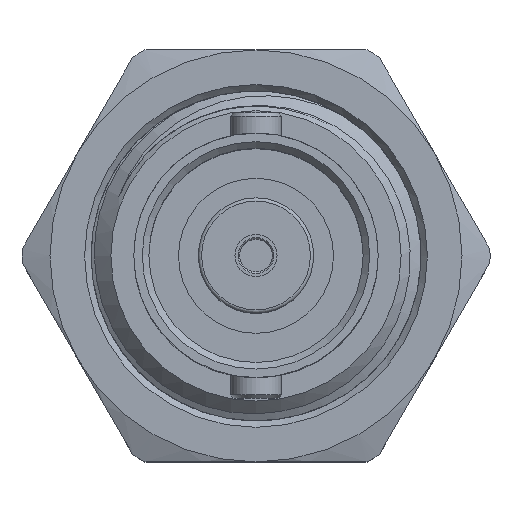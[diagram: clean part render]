
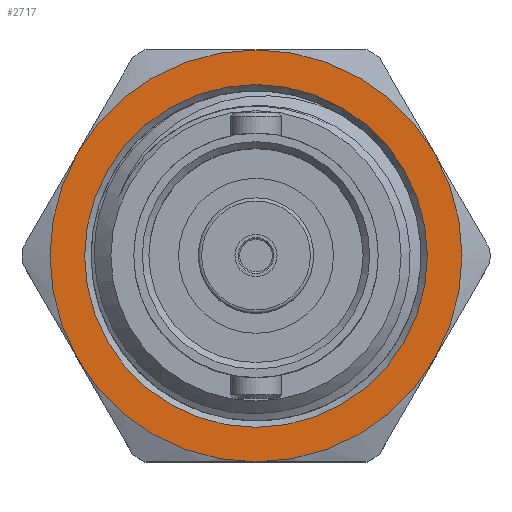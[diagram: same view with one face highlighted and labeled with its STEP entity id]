
A CAD part, top view. The second image highlights one B-rep face of the part: STEP entity #2717.
In plain terms, the highlighted planar face has unit normal (0, 0, 1).
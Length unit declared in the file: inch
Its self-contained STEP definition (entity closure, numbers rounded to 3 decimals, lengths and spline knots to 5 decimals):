
#227 = AXIS2_PLACEMENT_3D ( 'NONE', #3229, #8508, #870 ) ;
#289 = CARTESIAN_POINT ( 'NONE',  ( 0., 0., -0.493 ) ) ;
#403 = CARTESIAN_POINT ( 'NONE',  ( 0., 0., -0.493 ) ) ;
#417 = CARTESIAN_POINT ( 'NONE',  ( 0., 0., -0.493 ) ) ;
#565 = EDGE_CURVE ( 'NONE', #4631, #4631, #5801, .T. ) ;
#870 = DIRECTION ( 'NONE',  ( 1., 0., 0. ) ) ;
#972 = CIRCLE ( 'NONE', #8437, 0.3125 ) ;
#1052 = CIRCLE ( 'NONE', #227, 0.3125 ) ;
#1259 = CARTESIAN_POINT ( 'NONE',  ( 0.26, 0., -0.493 ) ) ;
#1294 = ORIENTED_EDGE ( 'NONE', *, *, #2718, .T. ) ;
#1914 = CARTESIAN_POINT ( 'NONE',  ( 0., 0., -0.493 ) ) ;
#2208 = DIRECTION ( 'NONE',  ( 1., 0., 0. ) ) ;
#2516 = AXIS2_PLACEMENT_3D ( 'NONE', #289, #3244, #6248 ) ;
#2717 = ADVANCED_FACE ( 'NONE', ( #6267, #3276 ), #4899, .T. ) ;
#2718 = EDGE_CURVE ( 'NONE', #9607, #4100, #3500, .T. ) ;
#2794 = DIRECTION ( 'NONE',  ( 0., 0., 1. ) ) ;
#3034 = DIRECTION ( 'NONE',  ( 0., 0., 1. ) ) ;
#3039 = CARTESIAN_POINT ( 'NONE',  ( 0.27063, 0.15625, -0.493 ) ) ;
#3176 = VERTEX_POINT ( 'NONE', #3039 ) ;
#3180 = CARTESIAN_POINT ( 'NONE',  ( -0.27063, -0.15625, -0.493 ) ) ;
#3229 = CARTESIAN_POINT ( 'NONE',  ( 0., 0., -0.493 ) ) ;
#3244 = DIRECTION ( 'NONE',  ( 0., 0., 1. ) ) ;
#3276 = FACE_OUTER_BOUND ( 'NONE', #8682, .T. ) ;
#3500 = CIRCLE ( 'NONE', #3756, 0.3125 ) ;
#3544 = DIRECTION ( 'NONE',  ( 1., 0., 0. ) ) ;
#3659 = DIRECTION ( 'NONE',  ( 0., 0., 1. ) ) ;
#3661 = CARTESIAN_POINT ( 'NONE',  ( 0., 0.3125, -0.493 ) ) ;
#3756 = AXIS2_PLACEMENT_3D ( 'NONE', #417, #6518, #8729 ) ;
#3927 = ORIENTED_EDGE ( 'NONE', *, *, #9609, .T. ) ;
#4100 = VERTEX_POINT ( 'NONE', #8761 ) ;
#4154 = CIRCLE ( 'NONE', #6093, 0.3125 ) ;
#4158 = ORIENTED_EDGE ( 'NONE', *, *, #7211, .T. ) ;
#4185 = CARTESIAN_POINT ( 'NONE',  ( -0.27063, 0.15625, -0.493 ) ) ;
#4587 = CIRCLE ( 'NONE', #2516, 0.3125 ) ;
#4631 = VERTEX_POINT ( 'NONE', #1259 ) ;
#4634 = VERTEX_POINT ( 'NONE', #3661 ) ;
#4885 = DIRECTION ( 'NONE',  ( 0., 0., 1. ) ) ;
#4899 = PLANE ( 'NONE',  #7844 ) ;
#4914 = CARTESIAN_POINT ( 'NONE',  ( 0., 0., -0.493 ) ) ;
#5365 = ORIENTED_EDGE ( 'NONE', *, *, #8819, .T. ) ;
#5692 = DIRECTION ( 'NONE',  ( 1., 0., 0. ) ) ;
#5801 = CIRCLE ( 'NONE', #8903, 0.26 ) ;
#6093 = AXIS2_PLACEMENT_3D ( 'NONE', #403, #3659, #5692 ) ;
#6167 = ORIENTED_EDGE ( 'NONE', *, *, #6205, .T. ) ;
#6205 = EDGE_CURVE ( 'NONE', #8691, #9607, #6770, .T. ) ;
#6248 = DIRECTION ( 'NONE',  ( 1., 0., 0. ) ) ;
#6267 = FACE_BOUND ( 'NONE', #9774, .T. ) ;
#6396 = EDGE_CURVE ( 'NONE', #4100, #3176, #1052, .T. ) ;
#6491 = DIRECTION ( 'NONE',  ( 1., 0., 0. ) ) ;
#6518 = DIRECTION ( 'NONE',  ( 0., 0., 1. ) ) ;
#6599 = CARTESIAN_POINT ( 'NONE',  ( 0., 0., -0.493 ) ) ;
#6748 = VERTEX_POINT ( 'NONE', #4185 ) ;
#6770 = CIRCLE ( 'NONE', #8921, 0.3125 ) ;
#6977 = ORIENTED_EDGE ( 'NONE', *, *, #6396, .T. ) ;
#7211 = EDGE_CURVE ( 'NONE', #4634, #6748, #4587, .T. ) ;
#7844 = AXIS2_PLACEMENT_3D ( 'NONE', #6599, #2794, #3544 ) ;
#7991 = DIRECTION ( 'NONE',  ( 0., 0., -1. ) ) ;
#8281 = CARTESIAN_POINT ( 'NONE',  ( 0., 0., -0.493 ) ) ;
#8437 = AXIS2_PLACEMENT_3D ( 'NONE', #4914, #4885, #9466 ) ;
#8508 = DIRECTION ( 'NONE',  ( 0., 0., 1. ) ) ;
#8682 = EDGE_LOOP ( 'NONE', ( #6977, #3927, #4158, #5365, #6167, #1294 ) ) ;
#8691 = VERTEX_POINT ( 'NONE', #3180 ) ;
#8729 = DIRECTION ( 'NONE',  ( 1., 0., 0. ) ) ;
#8742 = CARTESIAN_POINT ( 'NONE',  ( 0., -0.3125, -0.493 ) ) ;
#8761 = CARTESIAN_POINT ( 'NONE',  ( 0.27063, -0.15625, -0.493 ) ) ;
#8762 = ORIENTED_EDGE ( 'NONE', *, *, #565, .T. ) ;
#8819 = EDGE_CURVE ( 'NONE', #6748, #8691, #972, .T. ) ;
#8903 = AXIS2_PLACEMENT_3D ( 'NONE', #1914, #7991, #6491 ) ;
#8921 = AXIS2_PLACEMENT_3D ( 'NONE', #8281, #3034, #2208 ) ;
#9466 = DIRECTION ( 'NONE',  ( 1., 0., 0. ) ) ;
#9607 = VERTEX_POINT ( 'NONE', #8742 ) ;
#9609 = EDGE_CURVE ( 'NONE', #3176, #4634, #4154, .T. ) ;
#9774 = EDGE_LOOP ( 'NONE', ( #8762 ) ) ;
